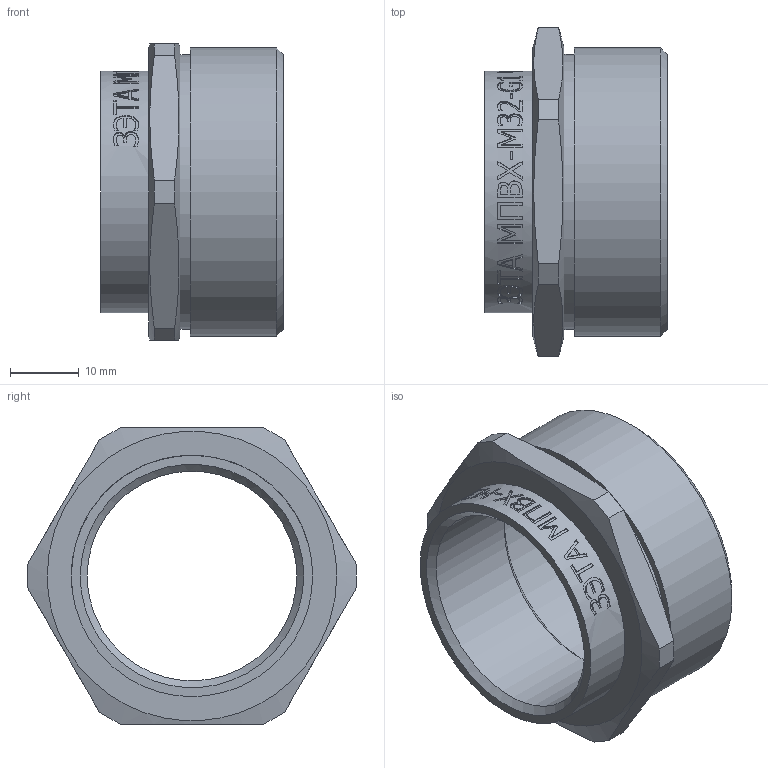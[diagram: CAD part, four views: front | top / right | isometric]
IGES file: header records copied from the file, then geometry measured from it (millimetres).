
Global section: file name: 21 MPVX-M32-G1 1_4; native system: Autodesk Inventor 2015; preprocessor: unknown; author: Борисов Е.В.,,11,0,; ; date: 20161001.225312; units: millimetre
Bounding box: 26.5 x 47.65 x 43 mm (x, y, z)
Volume: 11850.2 mm3; surface area: 7769.5 mm2
Topology: 1 solids, 1 shells, 292 faces, 805 edges, 541 vertices
Faces by surface type: bspline 292
